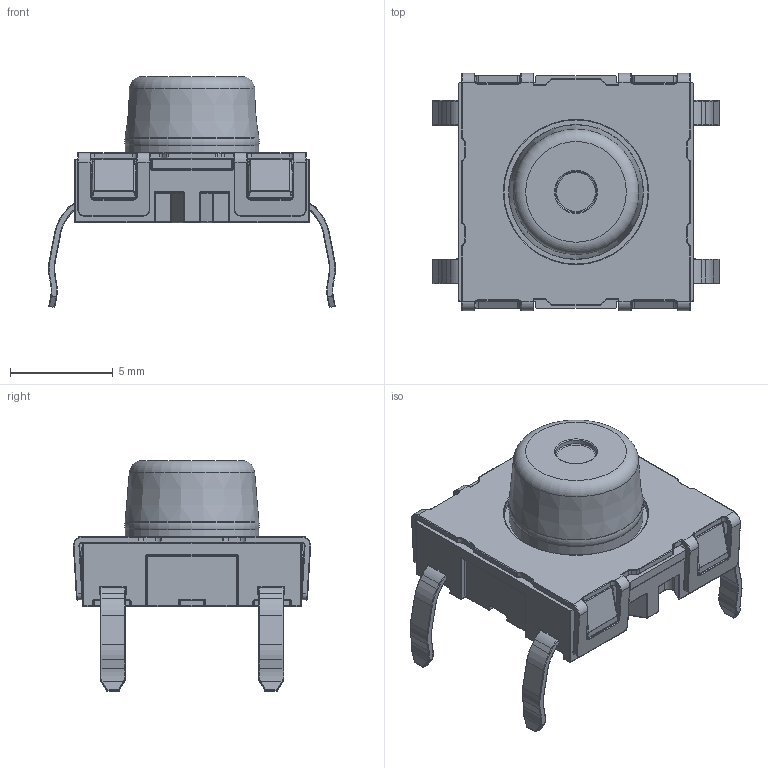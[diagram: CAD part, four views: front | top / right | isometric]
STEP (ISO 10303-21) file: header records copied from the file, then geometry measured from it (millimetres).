
FILE_DESCRIPTION(/* description */ ('','CAx-IF Rec.Pracs.---Representation and Presentation of Product Manufacturing Information (PMI)---4.0---2014-10-13'),/* implementation_level */ '2;1');
FILE_NAME(/* name */ '1241.1614 Schurter-detailed.stp',/* time_stamp */ '2018-12-14T10:36:34+01:00',/* author */ ('MHerrwerth'),/* organization */ (''),/* preprocessor_version */ 'ST-DEVELOPER v17',/* originating_system */ 'Autodesk Inventor 2018',/* authorisation */ '');
FILE_SCHEMA (('AP242_MANAGED_MODEL_BASED_3D_ENGINEERING_MIM_LF { 1 0 10303 442 1 1 4 }'));
Length unit declared in the file: millimetre
Products named in the file (1): 1241.1614 Schurter-detailed
Bounding box: 13.94 x 11.52 x 11.19 mm (x, y, z)
Volume: 506.5 mm3; surface area: 886.9 mm2
Topology: 3 solids, 3 shells, 1200 faces, 2739 edges, 1541 vertices
Faces by surface type: cylinder 535, plane 244, torus 242, sphere 114, bspline 62, cone 3
Full cylindrical faces by diameter (mm): 1 x1, 2 x1, 2.25 x1, 6.5 x1, 7 x1
Entity records: 35909 total; most frequent: CARTESIAN_POINT 7501, DIRECTION 6418, ORIENTED_EDGE 5458, EDGE_CURVE 2729, AXIS2_PLACEMENT_3D 2612, VERTEX_POINT 1541, CIRCLE 1365, EDGE_LOOP 1216
